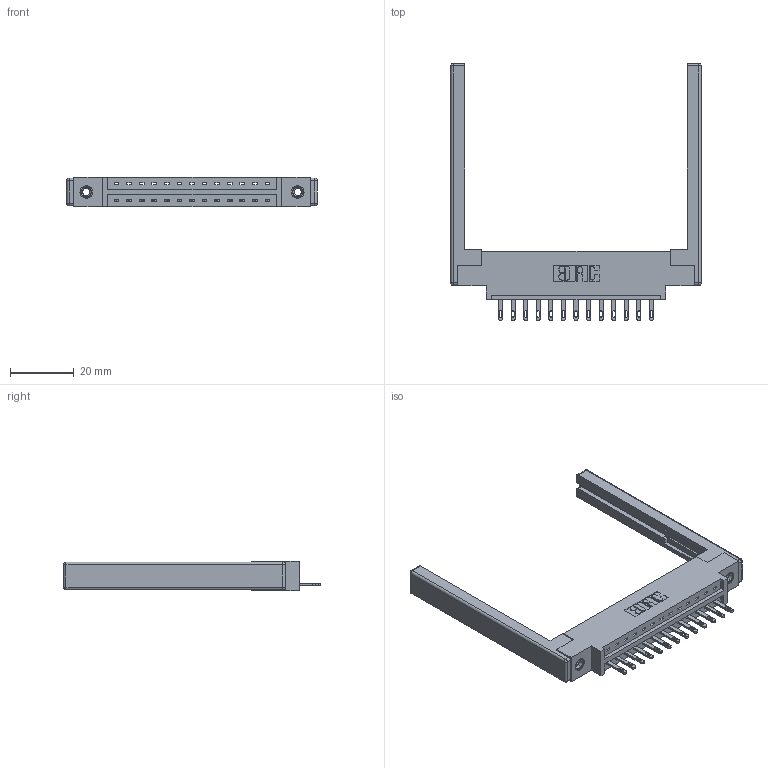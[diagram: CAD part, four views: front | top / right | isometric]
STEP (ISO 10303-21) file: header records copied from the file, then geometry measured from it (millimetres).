
FILE_DESCRIPTION (( 'STEP AP203' ), '1' );
FILE_NAME ('337-013-500-668.STEP', '2019-09-28T01:16:06', ( '' ), ( '' ), 'SwSTEP 2.0', 'SolidWorks 2016', '' );
FILE_SCHEMA (( 'CONFIG_CONTROL_DESIGN' ));
Length unit declared in the file: inch
Products named in the file (5): 337 Part_0.170 Offset - 0.156 Dia-TI; 307-220-068; 345-250-001_345-250-001-102; 337-013-500-668; 345-292-001_345-293-100
Assembly tree (18 placements, depth 2):
  337-013-500-668
    337 Part_0.170 Offset - 0.156 Dia-TI
    345-292-001_345-293-100  x13
    345-250-001_345-250-001-102  x2
    307-220-068  x2
Bounding box: 78.94 x 80.9 x 9.4 mm (x, y, z)
Volume: 12123.7 mm3; surface area: 12048.9 mm2
Topology: 18 solids, 18 shells, 1026 faces, 3053 edges, 2014 vertices
Faces by surface type: plane 682, cylinder 320, cone 12, sphere 8, torus 4
Entity records: 16236 total; most frequent: CARTESIAN_POINT 2782, ORIENTED_EDGE 2720, DIRECTION 2476, EDGE_CURVE 1360, LINE 1178, VECTOR 1178, VERTEX_POINT 898, AXIS2_PLACEMENT_3D 649
